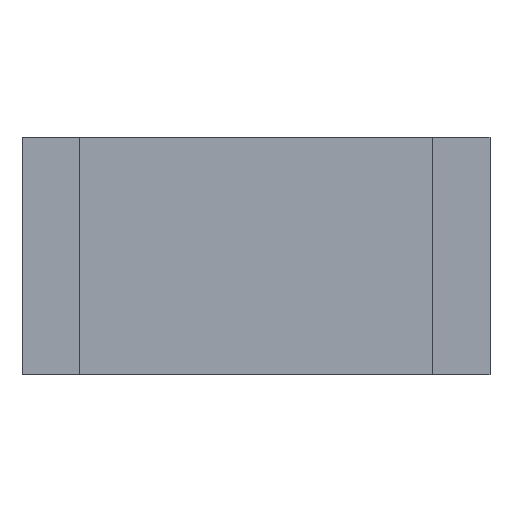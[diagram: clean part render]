
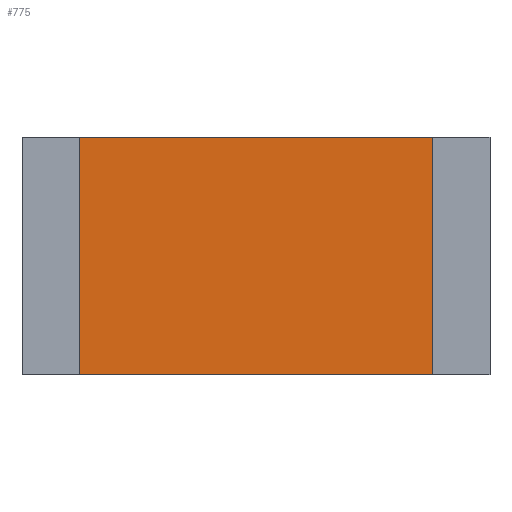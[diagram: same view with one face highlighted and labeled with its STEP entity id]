
A CAD part, top view. The second image highlights one B-rep face of the part: STEP entity #775.
In plain terms, the highlighted planar face has unit normal (0, 0, 1).
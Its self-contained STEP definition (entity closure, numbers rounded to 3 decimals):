
#645=CARTESIAN_POINT('',(-3.15,-1.65,0.7));
#646=VERTEX_POINT('',#645);
#647=CARTESIAN_POINT('',(-3.15,1.65,0.7));
#648=VERTEX_POINT('',#647);
#649=CARTESIAN_POINT('',(-3.15,1.65,0.7));
#650=DIRECTION('',(0.0,-1.0,0.0));
#651=VECTOR('',#650,3.3);
#652=LINE('',#649,#651);
#653=EDGE_CURVE('',#646,#648,#652,.F.);
#685=CARTESIAN_POINT('',(3.15,1.65,0.7));
#686=VERTEX_POINT('',#685);
#687=CARTESIAN_POINT('',(-3.15,1.65,0.7));
#688=DIRECTION('',(1.0,0.0,0.0));
#689=VECTOR('',#688,6.3);
#690=LINE('',#687,#689);
#691=EDGE_CURVE('',#648,#686,#690,.T.);
#716=CARTESIAN_POINT('',(3.15,-1.65,0.7));
#717=VERTEX_POINT('',#716);
#718=CARTESIAN_POINT('',(3.15,1.65,0.7));
#719=DIRECTION('',(0.0,-1.0,0.0));
#720=VECTOR('',#719,3.3);
#721=LINE('',#718,#720);
#722=EDGE_CURVE('',#686,#717,#721,.T.);
#747=CARTESIAN_POINT('',(3.15,-1.65,0.7));
#748=DIRECTION('',(-1.0,0.0,0.0));
#749=VECTOR('',#748,6.3);
#750=LINE('',#747,#749);
#751=EDGE_CURVE('',#717,#646,#750,.T.);
#764=CARTESIAN_POINT('',(0.5,0.,0.7));
#765=DIRECTION('',(0.0,0.0,1.0));
#766=DIRECTION('',(1.0,0.0,0.0));
#767=AXIS2_PLACEMENT_3D('',#764,#765,#766);
#768=PLANE('',#767);
#769=ORIENTED_EDGE('',*,*,#653,.F.);
#770=ORIENTED_EDGE('',*,*,#751,.F.);
#771=ORIENTED_EDGE('',*,*,#722,.F.);
#772=ORIENTED_EDGE('',*,*,#691,.F.);
#773=EDGE_LOOP('',(#769,#770,#771,#772));
#774=FACE_OUTER_BOUND('',#773,.T.);
#775=ADVANCED_FACE('',(#774),#768,.T.);
